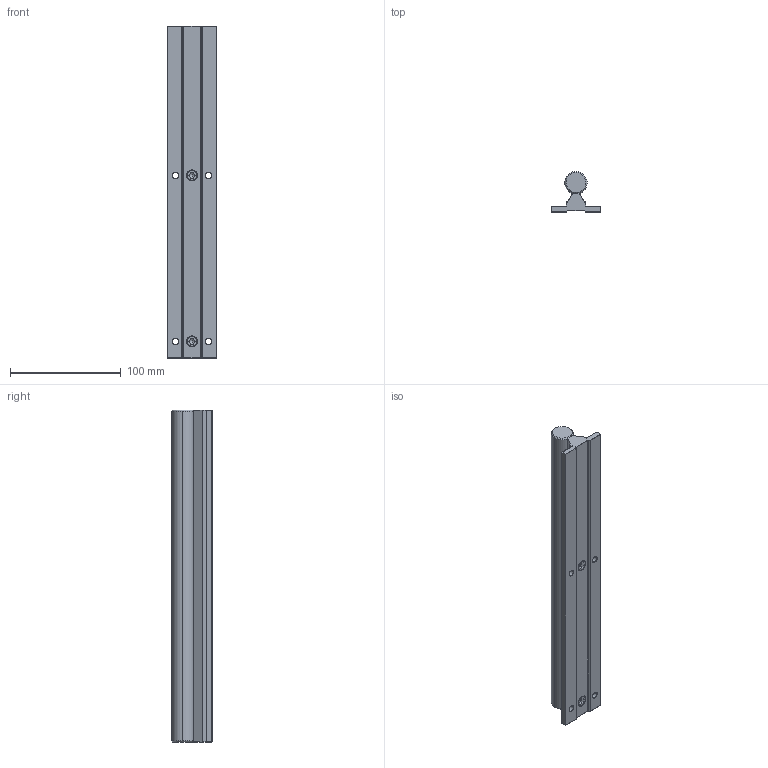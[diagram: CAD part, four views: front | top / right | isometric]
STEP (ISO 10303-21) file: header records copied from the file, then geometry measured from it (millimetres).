
FILE_DESCRIPTION (( 'STEP AP214' ), '1' );
FILE_NAME ('BR20-300.STEP', '2020-09-17T17:52:16', ( 'Windows User' ), ( '' ), 'SwSTEP 2.0', 'SolidWorks 2019', '' );
FILE_SCHEMA (( 'AUTOMOTIVE_DESIGN' ));
Length unit declared in the file: millimetre
Products named in the file (8): socket head cap screw_din; BR20-1; socket head cap screw_din_DIN 912 M6 x 12 --- 12N; BR20-300; BR20-2
Assembly tree (4 placements, depth 2):
  socket head cap screw_din
  BR20-300
    BR20-2
    BR20-1
    socket head cap screw_din_DIN 912 M6 x 12 --- 12N  x2
  BR20-1
  socket head cap screw_din
  BR20-2
Bounding box: 45 x 36.51 x 300 mm (x, y, z)
Volume: 199461.6 mm3; surface area: 57929.8 mm2
Topology: 4 solids, 4 shells, 214 faces, 526 edges, 298 vertices
Faces by surface type: cylinder 89, plane 55, cone 28, torus 22, sphere 20
Entity records: 5894 total; most frequent: CARTESIAN_POINT 1314, DIRECTION 996, ORIENTED_EDGE 884, EDGE_CURVE 442, AXIS2_PLACEMENT_3D 407, VERTEX_POINT 261, CIRCLE 212, EDGE_LOOP 199
